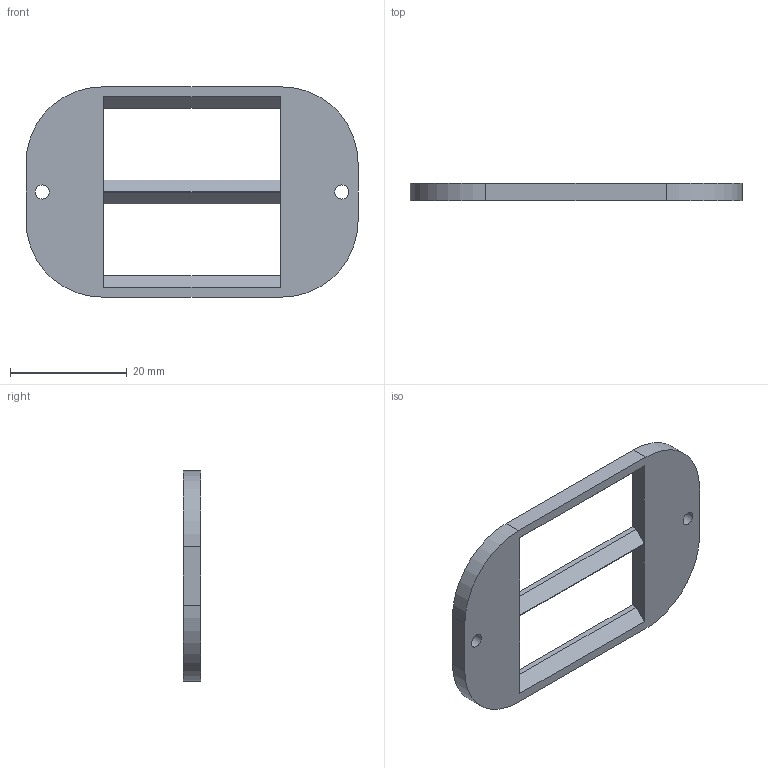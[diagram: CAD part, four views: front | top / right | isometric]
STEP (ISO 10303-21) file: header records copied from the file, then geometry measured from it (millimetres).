
FILE_DESCRIPTION(/* description */ (''),/* implementation_level */ '2;1');
FILE_NAME(/* name */ 'Wago2Din_2Way.stp',/* time_stamp */ '2021-08-31T12:54:02+02:00',/* author */ ('Rama'),/* organization */ (''),/* preprocessor_version */ 'ST-DEVELOPER v18.1',/* originating_system */ 'Autodesk Inventor 2021',/* authorisation */ '');
FILE_SCHEMA (('AUTOMOTIVE_DESIGN { 1 0 10303 214 3 1 1 }'));
Length unit declared in the file: millimetre
Products named in the file (1): Wago2Din_2Way
Bounding box: 56.9 x 3 x 36 mm (x, y, z)
Volume: 3202.8 mm3; surface area: 3216.6 mm2
Topology: 1 solids, 1 shells, 26 faces, 74 edges, 50 vertices
Faces by surface type: plane 18, cylinder 6, cone 2
Full cylindrical faces by diameter (mm): 2.4 x2
Entity records: 909 total; most frequent: CARTESIAN_POINT 151, ORIENTED_EDGE 148, DIRECTION 146, EDGE_CURVE 74, LINE 56, VECTOR 56, VERTEX_POINT 50, AXIS2_PLACEMENT_3D 45
